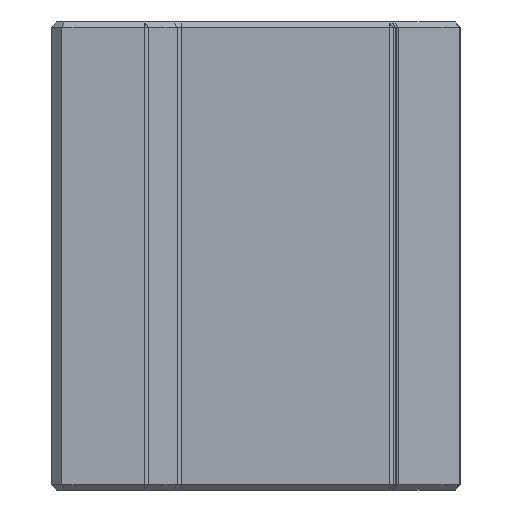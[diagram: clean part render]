
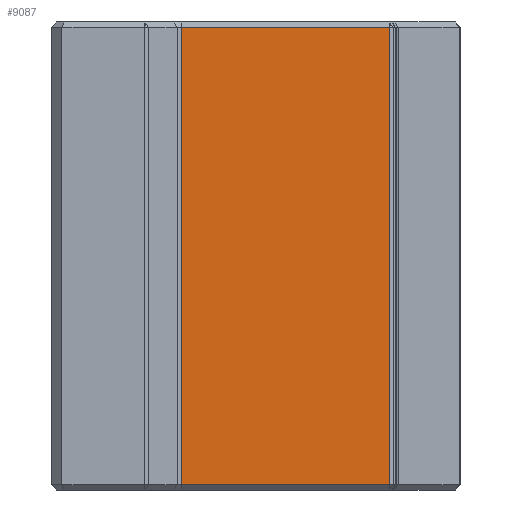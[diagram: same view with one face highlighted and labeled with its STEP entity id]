
A CAD part, left-side view. The second image highlights one B-rep face of the part: STEP entity #9087.
In plain terms, the highlighted planar face has unit normal (-1, 0, 0).
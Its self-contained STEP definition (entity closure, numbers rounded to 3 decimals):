
#33 = CARTESIAN_POINT ( 'NONE',  ( -22., -8.844, 21.5 ) ) ;
#156 = VERTEX_POINT ( 'NONE', #1187 ) ;
#732 = CARTESIAN_POINT ( 'NONE',  ( -22., -8.844, 22. ) ) ;
#940 = DIRECTION ( 'NONE',  ( 0., 0., -1. ) ) ;
#1187 = CARTESIAN_POINT ( 'NONE',  ( -22., -8.844, -21.5 ) ) ;
#2003 = DIRECTION ( 'NONE',  ( 0., 0., -1. ) ) ;
#2337 = ORIENTED_EDGE ( 'NONE', *, *, #7564, .T. ) ;
#3760 = VERTEX_POINT ( 'NONE', #33 ) ;
#4423 = CARTESIAN_POINT ( 'NONE',  ( -22., 10.742, 21.5 ) ) ;
#4612 = LINE ( 'NONE', #732, #10901 ) ;
#5399 = CARTESIAN_POINT ( 'NONE',  ( -22., 10.742, 22. ) ) ;
#5756 = DIRECTION ( 'NONE',  ( 0., 1., 0. ) ) ;
#5849 = EDGE_LOOP ( 'NONE', ( #15009, #2337, #14158, #15873 ) ) ;
#6401 = VECTOR ( 'NONE', #6455, 1000. ) ;
#6455 = DIRECTION ( 'NONE',  ( 0., -1., 0. ) ) ;
#6623 = VECTOR ( 'NONE', #5756, 1000. ) ;
#6664 = DIRECTION ( 'NONE',  ( 0., 0., -1. ) ) ;
#6957 = LINE ( 'NONE', #9688, #10280 ) ;
#7543 = FACE_OUTER_BOUND ( 'NONE', #5849, .T. ) ;
#7564 = EDGE_CURVE ( 'NONE', #16093, #156, #16023, .T. ) ;
#9087 = ADVANCED_FACE ( 'NONE', ( #7543 ), #15374, .F. ) ;
#9688 = CARTESIAN_POINT ( 'NONE',  ( -22., 10.742, 22. ) ) ;
#10280 = VECTOR ( 'NONE', #940, 1000. ) ;
#10901 = VECTOR ( 'NONE', #2003, 1000. ) ;
#11136 = EDGE_CURVE ( 'NONE', #3760, #156, #4612, .T. ) ;
#12123 = AXIS2_PLACEMENT_3D ( 'NONE', #5399, #14161, #6664 ) ;
#13039 = CARTESIAN_POINT ( 'NONE',  ( -22., 10.742, -21.5 ) ) ;
#13166 = CARTESIAN_POINT ( 'NONE',  ( -22., 10.742, 21.5 ) ) ;
#13269 = LINE ( 'NONE', #4423, #6623 ) ;
#13323 = EDGE_CURVE ( 'NONE', #14601, #16093, #6957, .T. ) ;
#13950 = CARTESIAN_POINT ( 'NONE',  ( -22., -8.844, -21.5 ) ) ;
#14158 = ORIENTED_EDGE ( 'NONE', *, *, #11136, .F. ) ;
#14161 = DIRECTION ( 'NONE',  ( 1., 0., 0. ) ) ;
#14601 = VERTEX_POINT ( 'NONE', #13166 ) ;
#15009 = ORIENTED_EDGE ( 'NONE', *, *, #13323, .T. ) ;
#15374 = PLANE ( 'NONE',  #12123 ) ;
#15873 = ORIENTED_EDGE ( 'NONE', *, *, #16210, .T. ) ;
#16023 = LINE ( 'NONE', #13950, #6401 ) ;
#16093 = VERTEX_POINT ( 'NONE', #13039 ) ;
#16210 = EDGE_CURVE ( 'NONE', #3760, #14601, #13269, .T. ) ;
